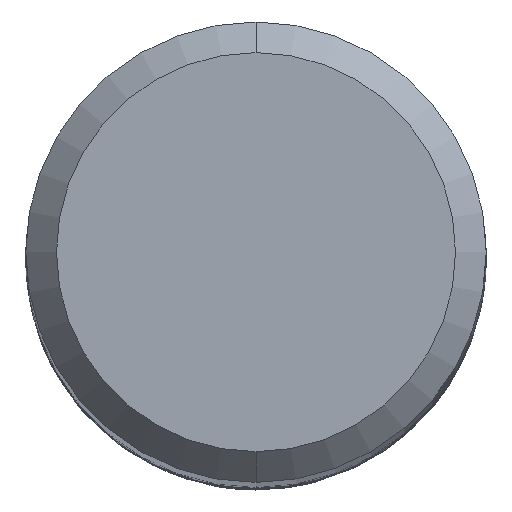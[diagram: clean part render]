
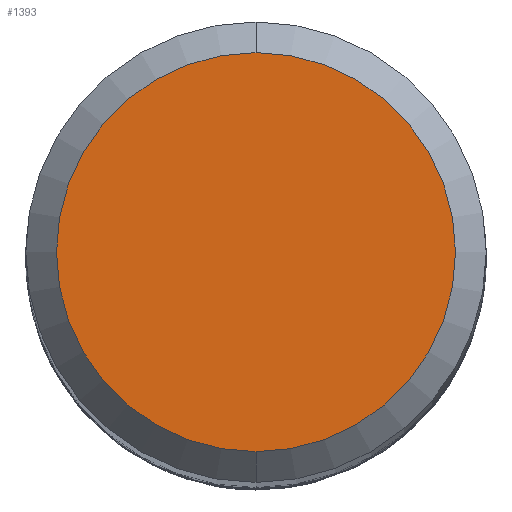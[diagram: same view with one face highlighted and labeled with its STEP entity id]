
A CAD part, top view. The second image highlights one B-rep face of the part: STEP entity #1393.
In plain terms, the highlighted planar face has unit normal (0, 0, 1).
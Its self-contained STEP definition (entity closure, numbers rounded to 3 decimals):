
#1393=ADVANCED_FACE('',(#3475),#3476,.T.);
#1729=VERTEX_POINT('',#3837);
#2045=VERTEX_POINT('',#4184);
#2607=EDGE_CURVE('',#1729,#2045,#4802,.T.);
#3041=EDGE_CURVE('',#2045,#1729,#5273,.T.);
#3475=FACE_OUTER_BOUND('',#8130,.T.);
#3476=PLANE('',#8131);
#3837=CARTESIAN_POINT('',(0.,-2.6,0.0));
#4184=CARTESIAN_POINT('',(0.0,2.6,0.0));
#4802=CIRCLE('',#19859,2.6);
#5273=CIRCLE('',#25002,2.6);
#8130=EDGE_LOOP('',(#25882,#25883));
#8131=AXIS2_PLACEMENT_3D('',#25884,#25885,#25886);
#19859=AXIS2_PLACEMENT_3D('',#27355,#27356,#27357);
#25002=AXIS2_PLACEMENT_3D('',#27873,#27874,#27875);
#25882=ORIENTED_EDGE('',*,*,#3041,.F.);
#25883=ORIENTED_EDGE('',*,*,#2607,.F.);
#25884=CARTESIAN_POINT('',(0.0,1.3,0.0));
#25885=DIRECTION('',(-0.0,0.0,1.0));
#25886=DIRECTION('',(0.0,-1.0,0.0));
#27355=CARTESIAN_POINT('',(0.0,0.0,0.0));
#27356=DIRECTION('',(0.0,0.0,-1.0));
#27357=DIRECTION('',(0.0,1.0,0.0));
#27873=CARTESIAN_POINT('',(0.0,0.0,0.0));
#27874=DIRECTION('',(0.0,0.0,-1.0));
#27875=DIRECTION('',(0.0,1.0,0.0));
